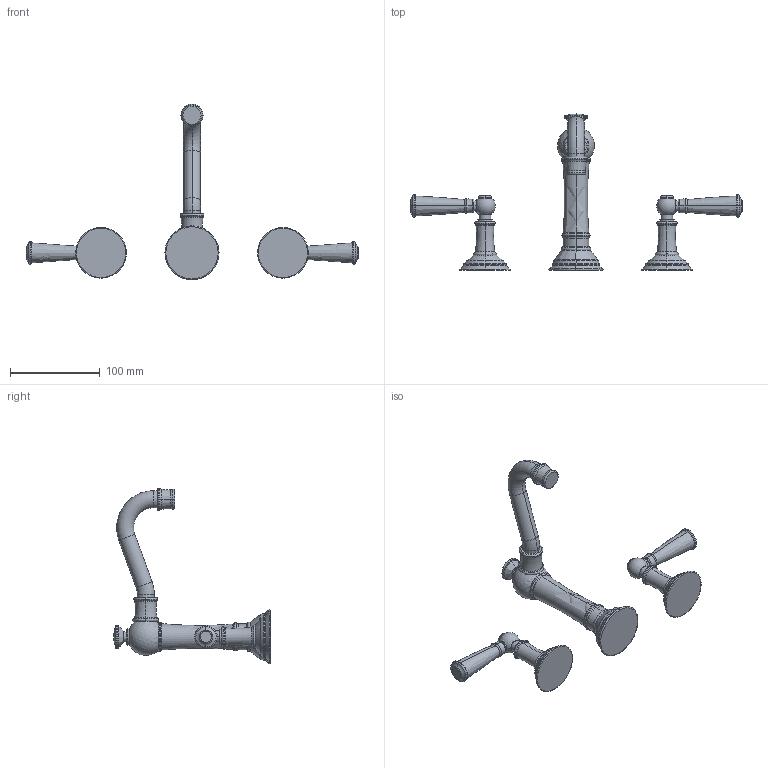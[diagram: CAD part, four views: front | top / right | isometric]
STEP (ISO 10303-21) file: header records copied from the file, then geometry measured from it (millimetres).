
FILE_DESCRIPTION((''),'2;1');
FILE_NAME('2470','2020-11-27T11:30:37',('jinson.thomas'),(''),'CREO PARAMETRIC BY PTC INC, 2018400','CREO PARAMETRIC BY PTC INC, 2018400','');
FILE_SCHEMA(('CONFIG_CONTROL_DESIGN'));
Length unit declared in the file: inch
Products named in the file (1): 2470
Bounding box: 370.84 x 175.06 x 196.37 mm (x, y, z)
Volume: 332218.4 mm3; surface area: 64509.1 mm2
Topology: 3 solids, 3 shells, 263 faces, 742 edges, 490 vertices
Faces by surface type: torus 156, cylinder 46, plane 27, bspline 14, sphere 12, cone 8
Entity records: 9163 total; most frequent: DIRECTION 1874, CARTESIAN_POINT 1799, ORIENTED_EDGE 1452, AXIS2_PLACEMENT_3D 910, EDGE_CURVE 726, CIRCLE 661, VERTEX_POINT 490, EDGE_LOOP 284
